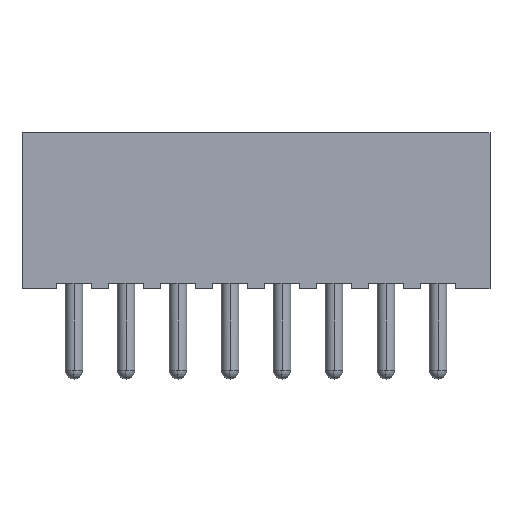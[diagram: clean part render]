
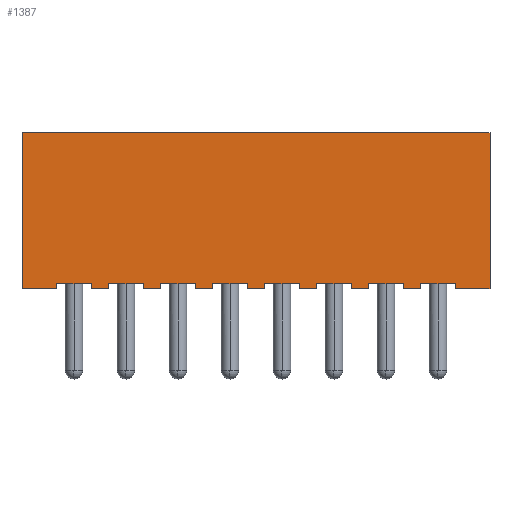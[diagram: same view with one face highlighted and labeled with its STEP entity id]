
A CAD part, front view. The second image highlights one B-rep face of the part: STEP entity #1387.
In plain terms, the highlighted planar face has unit normal (0, -1, 0).
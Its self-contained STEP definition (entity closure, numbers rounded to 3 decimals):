
#120=CARTESIAN_POINT('',(-3.75,-1.75,-4.5));
#121=VERTEX_POINT('',#120);
#128=CARTESIAN_POINT('',(-3.75,-1.75,0.));
#129=VERTEX_POINT('',#128);
#130=CARTESIAN_POINT('',(-3.75,-1.75,-4.5));
#131=DIRECTION('',(0.,0.,1.));
#132=VECTOR('',#131,4.5);
#133=LINE('',#130,#132);
#134=EDGE_CURVE('',#121,#129,#133,.T.);
#425=CARTESIAN_POINT('',(-2.75,-1.75,-4.5));
#426=VERTEX_POINT('',#425);
#427=CARTESIAN_POINT('',(-2.75,-1.75,-4.5));
#428=DIRECTION('',(-1.,0.,0.));
#429=VECTOR('',#428,1.);
#430=LINE('',#427,#429);
#431=EDGE_CURVE('',#426,#121,#430,.T.);
#571=CARTESIAN_POINT('',(-1.75,-1.75,-4.5));
#572=VERTEX_POINT('',#571);
#573=CARTESIAN_POINT('',(-1.75,-1.75,-4.35));
#574=VERTEX_POINT('',#573);
#575=CARTESIAN_POINT('',(-1.75,-1.75,-4.5));
#576=DIRECTION('',(0.,0.,1.));
#577=VECTOR('',#576,0.15);
#578=LINE('',#575,#577);
#579=EDGE_CURVE('',#572,#574,#578,.T.);
#619=CARTESIAN_POINT('',(-1.25,-1.75,-4.5));
#620=VERTEX_POINT('',#619);
#627=CARTESIAN_POINT('',(-1.25,-1.75,-4.5));
#628=DIRECTION('',(-1.,0.,0.));
#629=VECTOR('',#628,0.5);
#630=LINE('',#627,#629);
#631=EDGE_CURVE('',#620,#572,#630,.T.);
#650=CARTESIAN_POINT('',(-1.25,-1.75,-4.35));
#651=VERTEX_POINT('',#650);
#658=CARTESIAN_POINT('',(-1.25,-1.75,-4.35));
#659=DIRECTION('',(0.,0.,-1.));
#660=VECTOR('',#659,0.15);
#661=LINE('',#658,#660);
#662=EDGE_CURVE('',#651,#620,#661,.T.);
#682=CARTESIAN_POINT('',(-0.25,-1.75,-4.35));
#683=VERTEX_POINT('',#682);
#690=CARTESIAN_POINT('',(-0.25,-1.75,-4.35));
#691=DIRECTION('',(-1.,0.,0.));
#692=VECTOR('',#691,1.);
#693=LINE('',#690,#692);
#694=EDGE_CURVE('',#683,#651,#693,.T.);
#767=CARTESIAN_POINT('',(-0.25,-1.75,-4.5));
#768=VERTEX_POINT('',#767);
#769=CARTESIAN_POINT('',(-0.25,-1.75,-4.5));
#770=DIRECTION('',(0.,0.,1.));
#771=VECTOR('',#770,0.15);
#772=LINE('',#769,#771);
#773=EDGE_CURVE('',#768,#683,#772,.T.);
#806=CARTESIAN_POINT('',(-2.75,-1.75,-4.35));
#807=VERTEX_POINT('',#806);
#814=CARTESIAN_POINT('',(-2.75,-1.75,-4.35));
#815=DIRECTION('',(0.,0.,-1.));
#816=VECTOR('',#815,0.15);
#817=LINE('',#814,#816);
#818=EDGE_CURVE('',#807,#426,#817,.T.);
#837=CARTESIAN_POINT('',(-1.75,-1.75,-4.35));
#838=DIRECTION('',(-1.,0.,0.));
#839=VECTOR('',#838,1.);
#840=LINE('',#837,#839);
#841=EDGE_CURVE('',#574,#807,#840,.T.);
#922=CARTESIAN_POINT('',(0.25,-1.75,-4.5));
#923=VERTEX_POINT('',#922);
#930=CARTESIAN_POINT('',(0.25,-1.75,-4.5));
#931=DIRECTION('',(-1.,0.,0.));
#932=VECTOR('',#931,0.5);
#933=LINE('',#930,#932);
#934=EDGE_CURVE('',#923,#768,#933,.T.);
#1164=CARTESIAN_POINT('',(3.,-1.75,-2.25));
#1165=DIRECTION('',(-1.,0.,0.));
#1166=DIRECTION('',(0.,-1.,0.));
#1167=AXIS2_PLACEMENT_3D('',#1164,#1166,#1165);
#1168=PLANE('',#1167);
#1169=CARTESIAN_POINT('',(0.25,-1.75,-4.35));
#1170=VERTEX_POINT('',#1169);
#1171=CARTESIAN_POINT('',(0.25,-1.75,-4.5));
#1172=DIRECTION('',(0.,0.,1.));
#1173=VECTOR('',#1172,0.15);
#1174=LINE('',#1171,#1173);
#1175=EDGE_CURVE('',#923,#1170,#1174,.T.);
#1176=ORIENTED_EDGE('',*,*,#1175,.T.);
#1177=CARTESIAN_POINT('',(1.25,-1.75,-4.35));
#1178=VERTEX_POINT('',#1177);
#1179=CARTESIAN_POINT('',(0.25,-1.75,-4.35));
#1180=DIRECTION('',(1.,0.,0.));
#1181=VECTOR('',#1180,1.);
#1182=LINE('',#1179,#1181);
#1183=EDGE_CURVE('',#1170,#1178,#1182,.T.);
#1184=ORIENTED_EDGE('',*,*,#1183,.T.);
#1185=CARTESIAN_POINT('',(1.25,-1.75,-4.5));
#1186=VERTEX_POINT('',#1185);
#1187=CARTESIAN_POINT('',(1.25,-1.75,-4.35));
#1188=DIRECTION('',(0.,0.,-1.));
#1189=VECTOR('',#1188,0.15);
#1190=LINE('',#1187,#1189);
#1191=EDGE_CURVE('',#1178,#1186,#1190,.T.);
#1192=ORIENTED_EDGE('',*,*,#1191,.T.);
#1193=CARTESIAN_POINT('',(1.75,-1.75,-4.5));
#1194=VERTEX_POINT('',#1193);
#1195=CARTESIAN_POINT('',(1.25,-1.75,-4.5));
#1196=DIRECTION('',(1.,0.,0.));
#1197=VECTOR('',#1196,0.5);
#1198=LINE('',#1195,#1197);
#1199=EDGE_CURVE('',#1186,#1194,#1198,.T.);
#1200=ORIENTED_EDGE('',*,*,#1199,.T.);
#1201=CARTESIAN_POINT('',(1.75,-1.75,-4.35));
#1202=VERTEX_POINT('',#1201);
#1203=CARTESIAN_POINT('',(1.75,-1.75,-4.5));
#1204=DIRECTION('',(0.,0.,1.));
#1205=VECTOR('',#1204,0.15);
#1206=LINE('',#1203,#1205);
#1207=EDGE_CURVE('',#1194,#1202,#1206,.T.);
#1208=ORIENTED_EDGE('',*,*,#1207,.T.);
#1209=CARTESIAN_POINT('',(2.75,-1.75,-4.35));
#1210=VERTEX_POINT('',#1209);
#1211=CARTESIAN_POINT('',(1.75,-1.75,-4.35));
#1212=DIRECTION('',(1.,0.,0.));
#1213=VECTOR('',#1212,1.);
#1214=LINE('',#1211,#1213);
#1215=EDGE_CURVE('',#1202,#1210,#1214,.T.);
#1216=ORIENTED_EDGE('',*,*,#1215,.T.);
#1217=CARTESIAN_POINT('',(2.75,-1.75,-4.5));
#1218=VERTEX_POINT('',#1217);
#1219=CARTESIAN_POINT('',(2.75,-1.75,-4.35));
#1220=DIRECTION('',(0.,0.,-1.));
#1221=VECTOR('',#1220,0.15);
#1222=LINE('',#1219,#1221);
#1223=EDGE_CURVE('',#1210,#1218,#1222,.T.);
#1224=ORIENTED_EDGE('',*,*,#1223,.T.);
#1225=CARTESIAN_POINT('',(3.25,-1.75,-4.5));
#1226=VERTEX_POINT('',#1225);
#1227=CARTESIAN_POINT('',(2.75,-1.75,-4.5));
#1228=DIRECTION('',(1.,0.,0.));
#1229=VECTOR('',#1228,0.5);
#1230=LINE('',#1227,#1229);
#1231=EDGE_CURVE('',#1218,#1226,#1230,.T.);
#1232=ORIENTED_EDGE('',*,*,#1231,.T.);
#1233=CARTESIAN_POINT('',(3.25,-1.75,-4.35));
#1234=VERTEX_POINT('',#1233);
#1235=CARTESIAN_POINT('',(3.25,-1.75,-4.5));
#1236=DIRECTION('',(0.,0.,1.));
#1237=VECTOR('',#1236,0.15);
#1238=LINE('',#1235,#1237);
#1239=EDGE_CURVE('',#1226,#1234,#1238,.T.);
#1240=ORIENTED_EDGE('',*,*,#1239,.T.);
#1241=CARTESIAN_POINT('',(4.25,-1.75,-4.35));
#1242=VERTEX_POINT('',#1241);
#1243=CARTESIAN_POINT('',(3.25,-1.75,-4.35));
#1244=DIRECTION('',(1.,0.,0.));
#1245=VECTOR('',#1244,1.);
#1246=LINE('',#1243,#1245);
#1247=EDGE_CURVE('',#1234,#1242,#1246,.T.);
#1248=ORIENTED_EDGE('',*,*,#1247,.T.);
#1249=CARTESIAN_POINT('',(4.25,-1.75,-4.5));
#1250=VERTEX_POINT('',#1249);
#1251=CARTESIAN_POINT('',(4.25,-1.75,-4.35));
#1252=DIRECTION('',(0.,0.,-1.));
#1253=VECTOR('',#1252,0.15);
#1254=LINE('',#1251,#1253);
#1255=EDGE_CURVE('',#1242,#1250,#1254,.T.);
#1256=ORIENTED_EDGE('',*,*,#1255,.T.);
#1257=CARTESIAN_POINT('',(4.75,-1.75,-4.5));
#1258=VERTEX_POINT('',#1257);
#1259=CARTESIAN_POINT('',(4.25,-1.75,-4.5));
#1260=DIRECTION('',(1.,0.,0.));
#1261=VECTOR('',#1260,0.5);
#1262=LINE('',#1259,#1261);
#1263=EDGE_CURVE('',#1250,#1258,#1262,.T.);
#1264=ORIENTED_EDGE('',*,*,#1263,.T.);
#1265=CARTESIAN_POINT('',(4.75,-1.75,-4.35));
#1266=VERTEX_POINT('',#1265);
#1267=CARTESIAN_POINT('',(4.75,-1.75,-4.5));
#1268=DIRECTION('',(0.,0.,1.));
#1269=VECTOR('',#1268,0.15);
#1270=LINE('',#1267,#1269);
#1271=EDGE_CURVE('',#1258,#1266,#1270,.T.);
#1272=ORIENTED_EDGE('',*,*,#1271,.T.);
#1273=CARTESIAN_POINT('',(5.75,-1.75,-4.35));
#1274=VERTEX_POINT('',#1273);
#1275=CARTESIAN_POINT('',(4.75,-1.75,-4.35));
#1276=DIRECTION('',(1.,0.,0.));
#1277=VECTOR('',#1276,1.);
#1278=LINE('',#1275,#1277);
#1279=EDGE_CURVE('',#1266,#1274,#1278,.T.);
#1280=ORIENTED_EDGE('',*,*,#1279,.T.);
#1281=CARTESIAN_POINT('',(5.75,-1.75,-4.5));
#1282=VERTEX_POINT('',#1281);
#1283=CARTESIAN_POINT('',(5.75,-1.75,-4.35));
#1284=DIRECTION('',(0.,0.,-1.));
#1285=VECTOR('',#1284,0.15);
#1286=LINE('',#1283,#1285);
#1287=EDGE_CURVE('',#1274,#1282,#1286,.T.);
#1288=ORIENTED_EDGE('',*,*,#1287,.T.);
#1289=CARTESIAN_POINT('',(6.25,-1.75,-4.5));
#1290=VERTEX_POINT('',#1289);
#1291=CARTESIAN_POINT('',(5.75,-1.75,-4.5));
#1292=DIRECTION('',(1.,0.,0.));
#1293=VECTOR('',#1292,0.5);
#1294=LINE('',#1291,#1293);
#1295=EDGE_CURVE('',#1282,#1290,#1294,.T.);
#1296=ORIENTED_EDGE('',*,*,#1295,.T.);
#1297=CARTESIAN_POINT('',(6.25,-1.75,-4.35));
#1298=VERTEX_POINT('',#1297);
#1299=CARTESIAN_POINT('',(6.25,-1.75,-4.5));
#1300=DIRECTION('',(0.,0.,1.));
#1301=VECTOR('',#1300,0.15);
#1302=LINE('',#1299,#1301);
#1303=EDGE_CURVE('',#1290,#1298,#1302,.T.);
#1304=ORIENTED_EDGE('',*,*,#1303,.T.);
#1305=CARTESIAN_POINT('',(7.25,-1.75,-4.35));
#1306=VERTEX_POINT('',#1305);
#1307=CARTESIAN_POINT('',(6.25,-1.75,-4.35));
#1308=DIRECTION('',(1.,0.,0.));
#1309=VECTOR('',#1308,1.);
#1310=LINE('',#1307,#1309);
#1311=EDGE_CURVE('',#1298,#1306,#1310,.T.);
#1312=ORIENTED_EDGE('',*,*,#1311,.T.);
#1313=CARTESIAN_POINT('',(7.25,-1.75,-4.5));
#1314=VERTEX_POINT('',#1313);
#1315=CARTESIAN_POINT('',(7.25,-1.75,-4.35));
#1316=DIRECTION('',(0.,0.,-1.));
#1317=VECTOR('',#1316,0.15);
#1318=LINE('',#1315,#1317);
#1319=EDGE_CURVE('',#1306,#1314,#1318,.T.);
#1320=ORIENTED_EDGE('',*,*,#1319,.T.);
#1321=CARTESIAN_POINT('',(7.75,-1.75,-4.5));
#1322=VERTEX_POINT('',#1321);
#1323=CARTESIAN_POINT('',(7.25,-1.75,-4.5));
#1324=DIRECTION('',(1.,0.,0.));
#1325=VECTOR('',#1324,0.5);
#1326=LINE('',#1323,#1325);
#1327=EDGE_CURVE('',#1314,#1322,#1326,.T.);
#1328=ORIENTED_EDGE('',*,*,#1327,.T.);
#1329=CARTESIAN_POINT('',(7.75,-1.75,-4.35));
#1330=VERTEX_POINT('',#1329);
#1331=CARTESIAN_POINT('',(7.75,-1.75,-4.5));
#1332=DIRECTION('',(0.,0.,1.));
#1333=VECTOR('',#1332,0.15);
#1334=LINE('',#1331,#1333);
#1335=EDGE_CURVE('',#1322,#1330,#1334,.T.);
#1336=ORIENTED_EDGE('',*,*,#1335,.T.);
#1337=CARTESIAN_POINT('',(8.75,-1.75,-4.35));
#1338=VERTEX_POINT('',#1337);
#1339=CARTESIAN_POINT('',(7.75,-1.75,-4.35));
#1340=DIRECTION('',(1.,0.,0.));
#1341=VECTOR('',#1340,1.);
#1342=LINE('',#1339,#1341);
#1343=EDGE_CURVE('',#1330,#1338,#1342,.T.);
#1344=ORIENTED_EDGE('',*,*,#1343,.T.);
#1345=CARTESIAN_POINT('',(8.75,-1.75,-4.5));
#1346=VERTEX_POINT('',#1345);
#1347=CARTESIAN_POINT('',(8.75,-1.75,-4.35));
#1348=DIRECTION('',(0.,0.,-1.));
#1349=VECTOR('',#1348,0.15);
#1350=LINE('',#1347,#1349);
#1351=EDGE_CURVE('',#1338,#1346,#1350,.T.);
#1352=ORIENTED_EDGE('',*,*,#1351,.T.);
#1353=CARTESIAN_POINT('',(9.75,-1.75,-4.5));
#1354=VERTEX_POINT('',#1353);
#1355=CARTESIAN_POINT('',(8.75,-1.75,-4.5));
#1356=DIRECTION('',(1.,0.,0.));
#1357=VECTOR('',#1356,1.);
#1358=LINE('',#1355,#1357);
#1359=EDGE_CURVE('',#1346,#1354,#1358,.T.);
#1360=ORIENTED_EDGE('',*,*,#1359,.T.);
#1361=CARTESIAN_POINT('',(9.75,-1.75,0.));
#1362=VERTEX_POINT('',#1361);
#1363=CARTESIAN_POINT('',(9.75,-1.75,-4.5));
#1364=DIRECTION('',(0.,0.,1.));
#1365=VECTOR('',#1364,4.5);
#1366=LINE('',#1363,#1365);
#1367=EDGE_CURVE('',#1354,#1362,#1366,.T.);
#1368=ORIENTED_EDGE('',*,*,#1367,.T.);
#1369=CARTESIAN_POINT('',(9.75,-1.75,0.));
#1370=DIRECTION('',(-1.,0.,0.));
#1371=VECTOR('',#1370,13.5);
#1372=LINE('',#1369,#1371);
#1373=EDGE_CURVE('',#1362,#129,#1372,.T.);
#1374=ORIENTED_EDGE('',*,*,#1373,.T.);
#1375=ORIENTED_EDGE('',*,*,#134,.F.);
#1376=ORIENTED_EDGE('',*,*,#431,.F.);
#1377=ORIENTED_EDGE('',*,*,#818,.F.);
#1378=ORIENTED_EDGE('',*,*,#841,.F.);
#1379=ORIENTED_EDGE('',*,*,#579,.F.);
#1380=ORIENTED_EDGE('',*,*,#631,.F.);
#1381=ORIENTED_EDGE('',*,*,#662,.F.);
#1382=ORIENTED_EDGE('',*,*,#694,.F.);
#1383=ORIENTED_EDGE('',*,*,#773,.F.);
#1384=ORIENTED_EDGE('',*,*,#934,.F.);
#1385=EDGE_LOOP('',(#1176,#1184,#1192,#1200,#1208,#1216,#1224,#1232,#1240,#1248,#1256,#1264,#1272,#1280,#1288,#1296,#1304,#1312,#1320,#1328,#1336,#1344,#1352,#1360,#1368,#1374,#1375,#1376,#1377,#1378,#1379,#1380,#1381,#1382,#1383,#1384));
#1386=FACE_OUTER_BOUND('',#1385,.T.);
#1387=ADVANCED_FACE('',(#1386),#1168,.T.);
